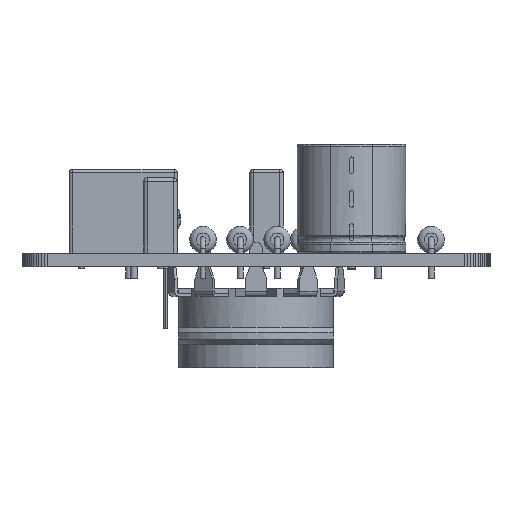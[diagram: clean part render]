
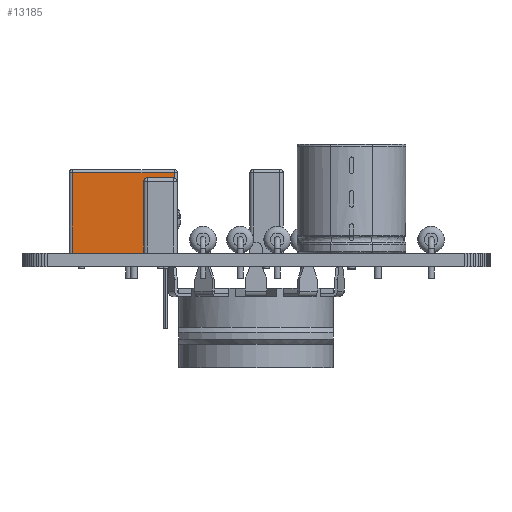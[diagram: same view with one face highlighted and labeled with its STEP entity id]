
A CAD part, front view. The second image highlights one B-rep face of the part: STEP entity #13185.
In plain terms, the highlighted planar face has unit normal (0, -1, 0).
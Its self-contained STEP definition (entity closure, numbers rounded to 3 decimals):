
#12522 = CYLINDRICAL_SURFACE('',#12523,0.4);
#12523 = AXIS2_PLACEMENT_3D('',#12524,#12525,#12526);
#12524 = CARTESIAN_POINT('',(-1.1,-1.6,0.));
#12525 = DIRECTION('',(0.,0.,1.));
#12526 = DIRECTION('',(-1.,0.,0.));
#12550 = PLANE('',#12551);
#12551 = AXIS2_PLACEMENT_3D('',#12552,#12553,#12554);
#12552 = CARTESIAN_POINT('',(-1.5,-2.,0.));
#12553 = DIRECTION('',(0.,0.,1.));
#12554 = DIRECTION('',(1.,0.,-0.));
#12621 = VERTEX_POINT('',#12622);
#12622 = CARTESIAN_POINT('',(-1.1,-2.,0.));
#12644 = EDGE_CURVE('',#12621,#12645,#12647,.T.);
#12645 = VERTEX_POINT('',#12646);
#12646 = CARTESIAN_POINT('',(-1.1,-2.,9.6));
#12647 = SURFACE_CURVE('',#12648,(#12652,#12659),.PCURVE_S1.);
#12648 = LINE('',#12649,#12650);
#12649 = CARTESIAN_POINT('',(-1.1,-2.,0.));
#12650 = VECTOR('',#12651,1.);
#12651 = DIRECTION('',(0.,0.,1.));
#12652 = PCURVE('',#12522,#12653);
#12653 = DEFINITIONAL_REPRESENTATION('',(#12654),#12658);
#12654 = LINE('',#12655,#12656);
#12655 = CARTESIAN_POINT('',(1.571,0.));
#12656 = VECTOR('',#12657,1.);
#12657 = DIRECTION('',(0.,1.));
#12658 = ( GEOMETRIC_REPRESENTATION_CONTEXT(2) 
PARAMETRIC_REPRESENTATION_CONTEXT() REPRESENTATION_CONTEXT('2D SPACE',''
  ) );
#12659 = PCURVE('',#12660,#12665);
#12660 = PLANE('',#12661);
#12661 = AXIS2_PLACEMENT_3D('',#12662,#12663,#12664);
#12662 = CARTESIAN_POINT('',(-1.5,-2.,0.));
#12663 = DIRECTION('',(0.,1.,0.));
#12664 = DIRECTION('',(0.,-0.,1.));
#12665 = DEFINITIONAL_REPRESENTATION('',(#12666),#12670);
#12666 = LINE('',#12667,#12668);
#12667 = CARTESIAN_POINT('',(0.,0.4));
#12668 = VECTOR('',#12669,1.);
#12669 = DIRECTION('',(1.,0.));
#12670 = ( GEOMETRIC_REPRESENTATION_CONTEXT(2) 
PARAMETRIC_REPRESENTATION_CONTEXT() REPRESENTATION_CONTEXT('2D SPACE',''
  ) );
#12831 = EDGE_CURVE('',#12621,#12832,#12834,.T.);
#12832 = VERTEX_POINT('',#12833);
#12833 = CARTESIAN_POINT('',(11.1,-2.,0.));
#12834 = SURFACE_CURVE('',#12835,(#12839,#12846),.PCURVE_S1.);
#12835 = LINE('',#12836,#12837);
#12836 = CARTESIAN_POINT('',(-1.5,-2.,0.));
#12837 = VECTOR('',#12838,1.);
#12838 = DIRECTION('',(1.,0.,0.));
#12839 = PCURVE('',#12550,#12840);
#12840 = DEFINITIONAL_REPRESENTATION('',(#12841),#12845);
#12841 = LINE('',#12842,#12843);
#12842 = CARTESIAN_POINT('',(0.,0.));
#12843 = VECTOR('',#12844,1.);
#12844 = DIRECTION('',(1.,0.));
#12845 = ( GEOMETRIC_REPRESENTATION_CONTEXT(2) 
PARAMETRIC_REPRESENTATION_CONTEXT() REPRESENTATION_CONTEXT('2D SPACE',''
  ) );
#12846 = PCURVE('',#12660,#12847);
#12847 = DEFINITIONAL_REPRESENTATION('',(#12848),#12852);
#12848 = LINE('',#12849,#12850);
#12849 = CARTESIAN_POINT('',(0.,0.));
#12850 = VECTOR('',#12851,1.);
#12851 = DIRECTION('',(0.,1.));
#12852 = ( GEOMETRIC_REPRESENTATION_CONTEXT(2) 
PARAMETRIC_REPRESENTATION_CONTEXT() REPRESENTATION_CONTEXT('2D SPACE',''
  ) );
#12875 = CYLINDRICAL_SURFACE('',#12876,0.4);
#12876 = AXIS2_PLACEMENT_3D('',#12877,#12878,#12879);
#12877 = CARTESIAN_POINT('',(11.1,-1.6,0.));
#12878 = DIRECTION('',(0.,0.,1.));
#12879 = DIRECTION('',(1.,0.,-0.));
#13173 = CYLINDRICAL_SURFACE('',#13174,0.4);
#13174 = AXIS2_PLACEMENT_3D('',#13175,#13176,#13177);
#13175 = CARTESIAN_POINT('',(-1.1,-1.6,9.6));
#13176 = DIRECTION('',(1.,0.,0.));
#13177 = DIRECTION('',(0.,0.,1.));
#13185 = ADVANCED_FACE('',(#13186),#12660,.F.);
#13186 = FACE_BOUND('',#13187,.F.);
#13187 = EDGE_LOOP('',(#13188,#13189,#13212,#13233));
#13188 = ORIENTED_EDGE('',*,*,#12644,.T.);
#13189 = ORIENTED_EDGE('',*,*,#13190,.T.);
#13190 = EDGE_CURVE('',#12645,#13191,#13193,.T.);
#13191 = VERTEX_POINT('',#13192);
#13192 = CARTESIAN_POINT('',(11.1,-2.,9.6));
#13193 = SURFACE_CURVE('',#13194,(#13198,#13205),.PCURVE_S1.);
#13194 = LINE('',#13195,#13196);
#13195 = CARTESIAN_POINT('',(-1.1,-2.,9.6));
#13196 = VECTOR('',#13197,1.);
#13197 = DIRECTION('',(1.,0.,0.));
#13198 = PCURVE('',#12660,#13199);
#13199 = DEFINITIONAL_REPRESENTATION('',(#13200),#13204);
#13200 = LINE('',#13201,#13202);
#13201 = CARTESIAN_POINT('',(9.6,0.4));
#13202 = VECTOR('',#13203,1.);
#13203 = DIRECTION('',(0.,1.));
#13204 = ( GEOMETRIC_REPRESENTATION_CONTEXT(2) 
PARAMETRIC_REPRESENTATION_CONTEXT() REPRESENTATION_CONTEXT('2D SPACE',''
  ) );
#13205 = PCURVE('',#13173,#13206);
#13206 = DEFINITIONAL_REPRESENTATION('',(#13207),#13211);
#13207 = LINE('',#13208,#13209);
#13208 = CARTESIAN_POINT('',(1.571,0.));
#13209 = VECTOR('',#13210,1.);
#13210 = DIRECTION('',(0.,1.));
#13211 = ( GEOMETRIC_REPRESENTATION_CONTEXT(2) 
PARAMETRIC_REPRESENTATION_CONTEXT() REPRESENTATION_CONTEXT('2D SPACE',''
  ) );
#13212 = ORIENTED_EDGE('',*,*,#13213,.F.);
#13213 = EDGE_CURVE('',#12832,#13191,#13214,.T.);
#13214 = SURFACE_CURVE('',#13215,(#13219,#13226),.PCURVE_S1.);
#13215 = LINE('',#13216,#13217);
#13216 = CARTESIAN_POINT('',(11.1,-2.,0.));
#13217 = VECTOR('',#13218,1.);
#13218 = DIRECTION('',(0.,0.,1.));
#13219 = PCURVE('',#12660,#13220);
#13220 = DEFINITIONAL_REPRESENTATION('',(#13221),#13225);
#13221 = LINE('',#13222,#13223);
#13222 = CARTESIAN_POINT('',(0.,12.6));
#13223 = VECTOR('',#13224,1.);
#13224 = DIRECTION('',(1.,0.));
#13225 = ( GEOMETRIC_REPRESENTATION_CONTEXT(2) 
PARAMETRIC_REPRESENTATION_CONTEXT() REPRESENTATION_CONTEXT('2D SPACE',''
  ) );
#13226 = PCURVE('',#12875,#13227);
#13227 = DEFINITIONAL_REPRESENTATION('',(#13228),#13232);
#13228 = LINE('',#13229,#13230);
#13229 = CARTESIAN_POINT('',(4.712,0.));
#13230 = VECTOR('',#13231,1.);
#13231 = DIRECTION('',(0.,1.));
#13232 = ( GEOMETRIC_REPRESENTATION_CONTEXT(2) 
PARAMETRIC_REPRESENTATION_CONTEXT() REPRESENTATION_CONTEXT('2D SPACE',''
  ) );
#13233 = ORIENTED_EDGE('',*,*,#12831,.F.);
